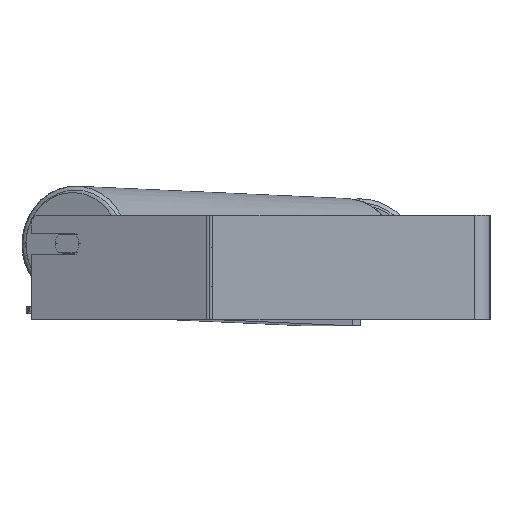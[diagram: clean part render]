
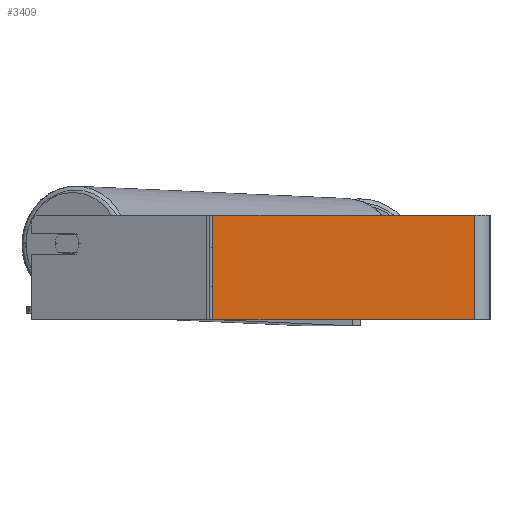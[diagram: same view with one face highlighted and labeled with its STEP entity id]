
A CAD part, left-side view. The second image highlights one B-rep face of the part: STEP entity #3409.
In plain terms, the highlighted planar face has unit normal (-1, 0, 0).
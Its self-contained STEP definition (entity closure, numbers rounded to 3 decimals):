
#51 = LINE ( 'NONE', #3566, #2102 ) ;
#340 = LINE ( 'NONE', #5451, #2601 ) ;
#468 = LINE ( 'NONE', #3451, #4634 ) ;
#551 = VERTEX_POINT ( 'NONE', #6530 ) ;
#1387 = VERTEX_POINT ( 'NONE', #8205 ) ;
#1399 = ORIENTED_EDGE ( 'NONE', *, *, #9000, .T. ) ;
#1621 = VERTEX_POINT ( 'NONE', #7021 ) ;
#1772 = VERTEX_POINT ( 'NONE', #5811 ) ;
#1811 = DIRECTION ( 'NONE',  ( 0., 0., -1. ) ) ;
#1828 = ORIENTED_EDGE ( 'NONE', *, *, #8986, .F. ) ;
#2102 = VECTOR ( 'NONE', #8779, 1000. ) ;
#2601 = VECTOR ( 'NONE', #1811, 1000. ) ;
#2710 = VECTOR ( 'NONE', #6407, 1000. ) ;
#2910 = PLANE ( 'NONE',  #7715 ) ;
#3284 = EDGE_LOOP ( 'NONE', ( #1399, #1828, #4640, #4143 ) ) ;
#3409 = ADVANCED_FACE ( 'NONE', ( #8697 ), #2910, .F. ) ;
#3451 = CARTESIAN_POINT ( 'NONE',  ( -800., 215.455, 40. ) ) ;
#3543 = CARTESIAN_POINT ( 'NONE',  ( -800., 215.455, 40. ) ) ;
#3566 = CARTESIAN_POINT ( 'NONE',  ( -800., 12., 40. ) ) ;
#4143 = ORIENTED_EDGE ( 'NONE', *, *, #5289, .T. ) ;
#4404 = LINE ( 'NONE', #8683, #2710 ) ;
#4634 = VECTOR ( 'NONE', #6284, 1000. ) ;
#4640 = ORIENTED_EDGE ( 'NONE', *, *, #5847, .F. ) ;
#5289 = EDGE_CURVE ( 'NONE', #551, #1772, #340, .T. ) ;
#5451 = CARTESIAN_POINT ( 'NONE',  ( -800., 212.795, 40. ) ) ;
#5788 = DIRECTION ( 'NONE',  ( 1., 0., 0. ) ) ;
#5811 = CARTESIAN_POINT ( 'NONE',  ( -800., 212.795, -40. ) ) ;
#5847 = EDGE_CURVE ( 'NONE', #551, #1387, #468, .T. ) ;
#6284 = DIRECTION ( 'NONE',  ( 0., -1., 0. ) ) ;
#6407 = DIRECTION ( 'NONE',  ( 0., -1., 0. ) ) ;
#6420 = DIRECTION ( 'NONE',  ( 0., 0., -1. ) ) ;
#6530 = CARTESIAN_POINT ( 'NONE',  ( -800., 212.795, 40. ) ) ;
#7021 = CARTESIAN_POINT ( 'NONE',  ( -800., 12., -40. ) ) ;
#7715 = AXIS2_PLACEMENT_3D ( 'NONE', #3543, #5788, #6420 ) ;
#8205 = CARTESIAN_POINT ( 'NONE',  ( -800., 12., 40. ) ) ;
#8683 = CARTESIAN_POINT ( 'NONE',  ( -800., 215.455, -40. ) ) ;
#8697 = FACE_OUTER_BOUND ( 'NONE', #3284, .T. ) ;
#8779 = DIRECTION ( 'NONE',  ( 0., 0., -1. ) ) ;
#8986 = EDGE_CURVE ( 'NONE', #1387, #1621, #51, .T. ) ;
#9000 = EDGE_CURVE ( 'NONE', #1772, #1621, #4404, .T. ) ;
